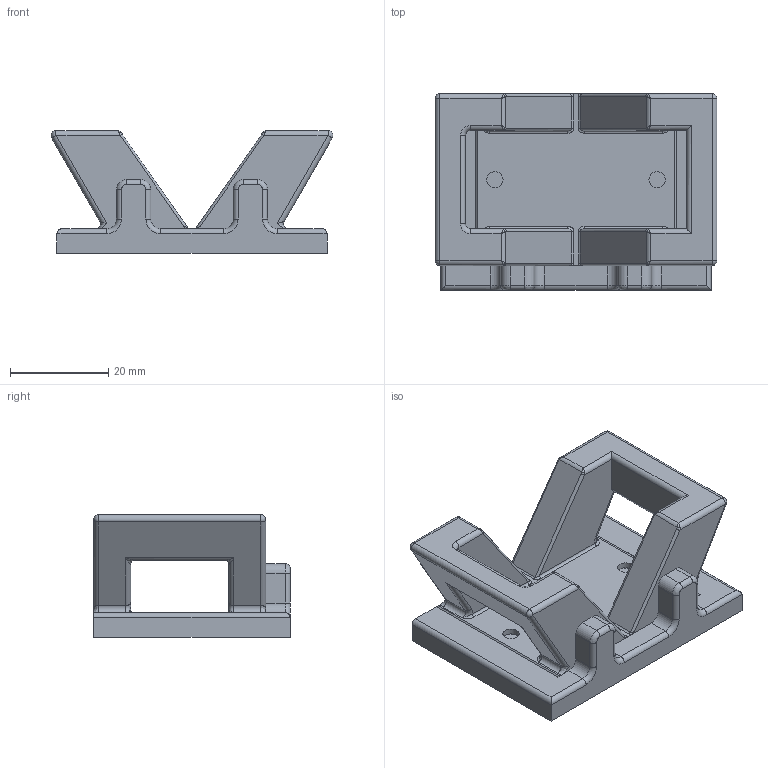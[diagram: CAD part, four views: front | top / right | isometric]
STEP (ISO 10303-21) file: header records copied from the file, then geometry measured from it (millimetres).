
FILE_DESCRIPTION(/* description */ (''),/* implementation_level */ '2;1');
FILE_NAME(/* name */ '',/* time_stamp */ '2026-01-07T19:33:25+03:00',/* author */ ('I9232'),/* organization */ (''),/* preprocessor_version */ 'ST-DEVELOPER v19.2',/* originating_system */ 'Autodesk Inventor 2023',/* authorisation */ '');
FILE_SCHEMA (('AUTOMOTIVE_DESIGN { 1 0 10303 214 3 1 1 }'));
Length unit declared in the file: millimetre
Products named in the file (1): Крепление_маркера
Bounding box: 57.4 x 40 x 25 mm (x, y, z)
Volume: 21866 mm3; surface area: 14522.9 mm2
Topology: 2 solids, 2 shells, 197 faces, 481 edges, 282 vertices
Faces by surface type: cylinder 79, plane 64, bspline 38, torus 12, sphere 4
Full cylindrical faces by diameter (mm): 3.3 x6, 6.5 x4, 6.7 x2
Entity records: 6618 total; most frequent: CARTESIAN_POINT 1989, DIRECTION 981, ORIENTED_EDGE 934, EDGE_CURVE 467, AXIS2_PLACEMENT_3D 370, VERTEX_POINT 280, LINE 241, VECTOR 241
